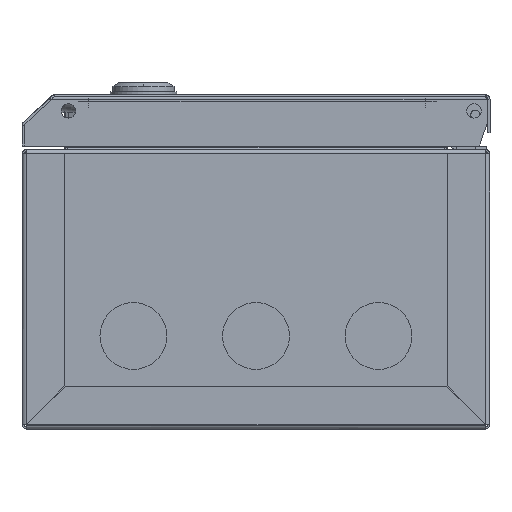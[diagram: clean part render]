
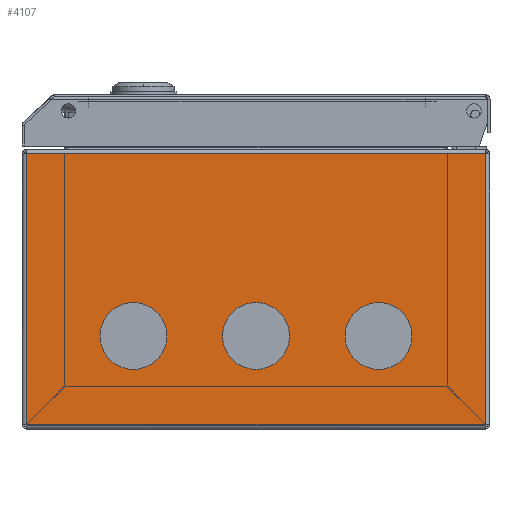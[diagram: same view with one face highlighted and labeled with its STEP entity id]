
A CAD part, front view. The second image highlights one B-rep face of the part: STEP entity #4107.
In plain terms, the highlighted face is planar.
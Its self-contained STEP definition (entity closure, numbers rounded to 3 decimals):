
#27 = VECTOR ( 'NONE', #17694, 1000. ) ;
#835 = CARTESIAN_POINT ( 'NONE',  ( -93.453, 0., 21.938 ) ) ;
#858 = EDGE_CURVE ( 'NONE', #5855, #17025, #3986, .T. ) ;
#1454 = CARTESIAN_POINT ( 'NONE',  ( -11.753, 0., 124.938 ) ) ;
#1547 = EDGE_LOOP ( 'NONE', ( #4209, #2484 ) ) ;
#1589 = VERTEX_POINT ( 'NONE', #1454 ) ;
#1757 = CARTESIAN_POINT ( 'NONE',  ( -11.753, 0., -81.062 ) ) ;
#2202 = CARTESIAN_POINT ( 'NONE',  ( -93.453, 0., -33.062 ) ) ;
#2420 = VERTEX_POINT ( 'NONE', #4329 ) ;
#2484 = ORIENTED_EDGE ( 'NONE', *, *, #2794, .F. ) ;
#2794 = EDGE_CURVE ( 'NONE', #10477, #9355, #14169, .T. ) ;
#2804 = LINE ( 'NONE', #2896, #11162 ) ;
#2896 = CARTESIAN_POINT ( 'NONE',  ( -11.753, 0., 124.938 ) ) ;
#3338 = ORIENTED_EDGE ( 'NONE', *, *, #858, .F. ) ;
#3428 = ORIENTED_EDGE ( 'NONE', *, *, #19143, .T. ) ;
#3766 = EDGE_LOOP ( 'NONE', ( #5893, #19419 ) ) ;
#3943 = FACE_BOUND ( 'NONE', #1547, .T. ) ;
#3986 = CIRCLE ( 'NONE', #12411, 15. ) ;
#4001 = AXIS2_PLACEMENT_3D ( 'NONE', #11082, #19015, #8028 ) ;
#4045 = DIRECTION ( 'NONE',  ( 0., 0., 1. ) ) ;
#4107 = ADVANCED_FACE ( 'NONE', ( #5537, #3943, #8583, #13752 ), #11946, .T. ) ;
#4209 = ORIENTED_EDGE ( 'NONE', *, *, #8398, .F. ) ;
#4329 = CARTESIAN_POINT ( 'NONE',  ( -93.453, 0., 91.938 ) ) ;
#4744 = LINE ( 'NONE', #11268, #9153 ) ;
#4805 = CARTESIAN_POINT ( 'NONE',  ( -93.453, 0., 76.938 ) ) ;
#4817 = CARTESIAN_POINT ( 'NONE',  ( -133.453, 0., -81.062 ) ) ;
#5019 = CARTESIAN_POINT ( 'NONE',  ( -133.453, 0., 124.938 ) ) ;
#5094 = CARTESIAN_POINT ( 'NONE',  ( -93.453, 0., 36.938 ) ) ;
#5212 = CIRCLE ( 'NONE', #10927, 15. ) ;
#5458 = DIRECTION ( 'NONE',  ( 0., 1., 0. ) ) ;
#5537 = FACE_BOUND ( 'NONE', #3766, .T. ) ;
#5642 = DIRECTION ( 'NONE',  ( 0., 1., 0. ) ) ;
#5855 = VERTEX_POINT ( 'NONE', #19889 ) ;
#5893 = ORIENTED_EDGE ( 'NONE', *, *, #19986, .F. ) ;
#6451 = DIRECTION ( 'NONE',  ( 0., 0., 1. ) ) ;
#6584 = CARTESIAN_POINT ( 'NONE',  ( -93.453, 0., 61.938 ) ) ;
#6668 = CARTESIAN_POINT ( 'NONE',  ( -133.453, 0., -81.062 ) ) ;
#6937 = AXIS2_PLACEMENT_3D ( 'NONE', #11073, #16044, #6451 ) ;
#7902 = EDGE_CURVE ( 'NONE', #18382, #2420, #16291, .T. ) ;
#8028 = DIRECTION ( 'NONE',  ( 0., 0., 1. ) ) ;
#8274 = CIRCLE ( 'NONE', #6937, 15. ) ;
#8398 = EDGE_CURVE ( 'NONE', #9355, #10477, #5212, .T. ) ;
#8583 = FACE_BOUND ( 'NONE', #10946, .T. ) ;
#9153 = VECTOR ( 'NONE', #15818, 1000. ) ;
#9307 = ORIENTED_EDGE ( 'NONE', *, *, #9687, .F. ) ;
#9355 = VERTEX_POINT ( 'NONE', #5094 ) ;
#9687 = EDGE_CURVE ( 'NONE', #17025, #5855, #8274, .T. ) ;
#9925 = DIRECTION ( 'NONE',  ( 0., 1., 0. ) ) ;
#9987 = VERTEX_POINT ( 'NONE', #5019 ) ;
#10114 = ORIENTED_EDGE ( 'NONE', *, *, #14733, .T. ) ;
#10128 = CARTESIAN_POINT ( 'NONE',  ( -93.453, 0., 21.938 ) ) ;
#10414 = EDGE_LOOP ( 'NONE', ( #3428, #10114, #16541, #20085 ) ) ;
#10477 = VERTEX_POINT ( 'NONE', #14379 ) ;
#10846 = CARTESIAN_POINT ( 'NONE',  ( -133.453, 0., -81.062 ) ) ;
#10927 = AXIS2_PLACEMENT_3D ( 'NONE', #835, #5458, #15254 ) ;
#10946 = EDGE_LOOP ( 'NONE', ( #3338, #9307 ) ) ;
#11073 = CARTESIAN_POINT ( 'NONE',  ( -93.453, 0., -33.062 ) ) ;
#11082 = CARTESIAN_POINT ( 'NONE',  ( -93.453, 0., 76.938 ) ) ;
#11116 = DIRECTION ( 'NONE',  ( 0., 1., 0. ) ) ;
#11162 = VECTOR ( 'NONE', #13950, 1000. ) ;
#11268 = CARTESIAN_POINT ( 'NONE',  ( -133.453, 0., 124.938 ) ) ;
#11471 = CARTESIAN_POINT ( 'NONE',  ( -93.453, 0., -48.062 ) ) ;
#11673 = DIRECTION ( 'NONE',  ( 0., 1., 0. ) ) ;
#11946 = PLANE ( 'NONE',  #14830 ) ;
#11988 = EDGE_CURVE ( 'NONE', #18393, #20510, #19432, .T. ) ;
#12411 = AXIS2_PLACEMENT_3D ( 'NONE', #2202, #11673, #16226 ) ;
#13137 = AXIS2_PLACEMENT_3D ( 'NONE', #10128, #9925, #20845 ) ;
#13177 = VECTOR ( 'NONE', #17958, 1000. ) ;
#13423 = CARTESIAN_POINT ( 'NONE',  ( -133.453, 0., 124.938 ) ) ;
#13537 = CIRCLE ( 'NONE', #4001, 15. ) ;
#13752 = FACE_OUTER_BOUND ( 'NONE', #10414, .T. ) ;
#13950 = DIRECTION ( 'NONE',  ( 0., 0., -1. ) ) ;
#14169 = CIRCLE ( 'NONE', #13137, 15. ) ;
#14379 = CARTESIAN_POINT ( 'NONE',  ( -93.453, 0., 6.938 ) ) ;
#14733 = EDGE_CURVE ( 'NONE', #1589, #18393, #2804, .T. ) ;
#14830 = AXIS2_PLACEMENT_3D ( 'NONE', #13423, #5642, #4045 ) ;
#15254 = DIRECTION ( 'NONE',  ( 0., 0., 1. ) ) ;
#15275 = AXIS2_PLACEMENT_3D ( 'NONE', #4805, #11116, #15981 ) ;
#15818 = DIRECTION ( 'NONE',  ( 1., 0., 0. ) ) ;
#15981 = DIRECTION ( 'NONE',  ( 0., 0., 1. ) ) ;
#15995 = LINE ( 'NONE', #4817, #27 ) ;
#16044 = DIRECTION ( 'NONE',  ( 0., 1., 0. ) ) ;
#16226 = DIRECTION ( 'NONE',  ( 0., 0., 1. ) ) ;
#16291 = CIRCLE ( 'NONE', #15275, 15. ) ;
#16541 = ORIENTED_EDGE ( 'NONE', *, *, #11988, .T. ) ;
#17025 = VERTEX_POINT ( 'NONE', #11471 ) ;
#17694 = DIRECTION ( 'NONE',  ( 0., 0., 1. ) ) ;
#17958 = DIRECTION ( 'NONE',  ( -1., 0., 0. ) ) ;
#17960 = EDGE_CURVE ( 'NONE', #20510, #9987, #15995, .T. ) ;
#18382 = VERTEX_POINT ( 'NONE', #6584 ) ;
#18393 = VERTEX_POINT ( 'NONE', #1757 ) ;
#19015 = DIRECTION ( 'NONE',  ( 0., 1., 0. ) ) ;
#19143 = EDGE_CURVE ( 'NONE', #9987, #1589, #4744, .T. ) ;
#19419 = ORIENTED_EDGE ( 'NONE', *, *, #7902, .F. ) ;
#19432 = LINE ( 'NONE', #6668, #13177 ) ;
#19889 = CARTESIAN_POINT ( 'NONE',  ( -93.453, 0., -18.062 ) ) ;
#19986 = EDGE_CURVE ( 'NONE', #2420, #18382, #13537, .T. ) ;
#20085 = ORIENTED_EDGE ( 'NONE', *, *, #17960, .T. ) ;
#20510 = VERTEX_POINT ( 'NONE', #10846 ) ;
#20845 = DIRECTION ( 'NONE',  ( 0., 0., 1. ) ) ;
